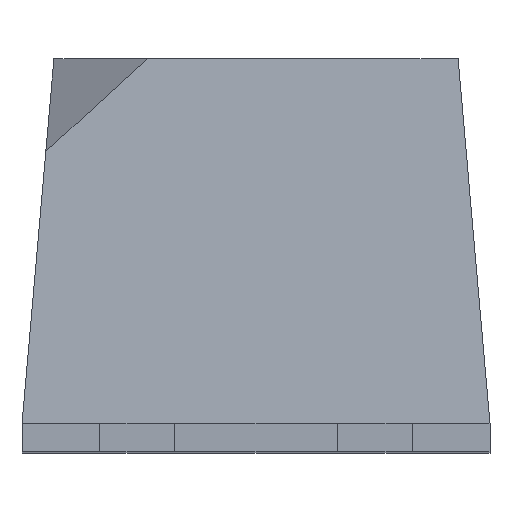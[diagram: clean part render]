
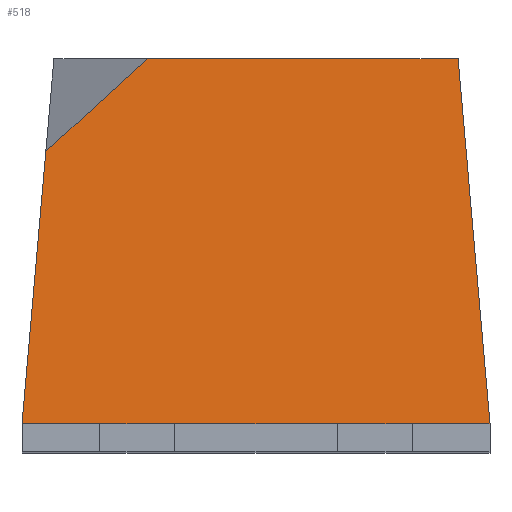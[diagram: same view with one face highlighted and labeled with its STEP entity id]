
A CAD part, top view. The second image highlights one B-rep face of the part: STEP entity #518.
In plain terms, the highlighted planar face has unit normal (0, 0.087, 0.996).
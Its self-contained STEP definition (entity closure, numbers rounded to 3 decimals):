
#92 = VERTEX_POINT('',#93);
#93 = CARTESIAN_POINT('',(-0.579,2.1,2.129));
#101 = EDGE_CURVE('',#102,#92,#104,.T.);
#102 = VERTEX_POINT('',#103);
#103 = CARTESIAN_POINT('',(1.079,2.1,2.129));
#104 = LINE('',#105,#106);
#105 = CARTESIAN_POINT('',(-1.25,2.1,2.129));
#106 = VECTOR('',#107,1.);
#107 = DIRECTION('',(-1.,0.,0.));
#500 = VERTEX_POINT('',#501);
#501 = CARTESIAN_POINT('',(-1.123,1.604,2.173
    ));
#507 = EDGE_CURVE('',#500,#92,#508,.T.);
#508 = LINE('',#509,#510);
#509 = CARTESIAN_POINT('',(-1.919,0.877,2.236
    ));
#510 = VECTOR('',#511,1.);
#511 = DIRECTION('',(0.737,0.673,-0.059));
#518 = ADVANCED_FACE('',(#519),#577,.T.);
#519 = FACE_BOUND('',#520,.T.);
#520 = EDGE_LOOP('',(#521,#522,#530,#538,#546,#554,#562,#570,#576));
#521 = ORIENTED_EDGE('',*,*,#507,.F.);
#522 = ORIENTED_EDGE('',*,*,#523,.T.);
#523 = EDGE_CURVE('',#500,#524,#526,.T.);
#524 = VERTEX_POINT('',#525);
#525 = CARTESIAN_POINT('',(-1.25,0.15,2.3));
#526 = LINE('',#527,#528);
#527 = CARTESIAN_POINT('',(-1.25,0.15,2.3));
#528 = VECTOR('',#529,1.);
#529 = DIRECTION('',(-0.087,-0.992,
    0.087));
#530 = ORIENTED_EDGE('',*,*,#531,.T.);
#531 = EDGE_CURVE('',#524,#532,#534,.T.);
#532 = VERTEX_POINT('',#533);
#533 = CARTESIAN_POINT('',(-0.835,0.15,2.3));
#534 = LINE('',#535,#536);
#535 = CARTESIAN_POINT('',(-1.25,0.15,2.3));
#536 = VECTOR('',#537,1.);
#537 = DIRECTION('',(1.,0.,0.));
#538 = ORIENTED_EDGE('',*,*,#539,.T.);
#539 = EDGE_CURVE('',#532,#540,#542,.T.);
#540 = VERTEX_POINT('',#541);
#541 = CARTESIAN_POINT('',(-0.435,0.15,2.3));
#542 = LINE('',#543,#544);
#543 = CARTESIAN_POINT('',(-1.25,0.15,2.3));
#544 = VECTOR('',#545,1.);
#545 = DIRECTION('',(1.,0.,0.));
#546 = ORIENTED_EDGE('',*,*,#547,.T.);
#547 = EDGE_CURVE('',#540,#548,#550,.T.);
#548 = VERTEX_POINT('',#549);
#549 = CARTESIAN_POINT('',(0.435,0.15,2.3));
#550 = LINE('',#551,#552);
#551 = CARTESIAN_POINT('',(-0.435,0.15,2.3));
#552 = VECTOR('',#553,1.);
#553 = DIRECTION('',(1.,0.,0.));
#554 = ORIENTED_EDGE('',*,*,#555,.T.);
#555 = EDGE_CURVE('',#548,#556,#558,.T.);
#556 = VERTEX_POINT('',#557);
#557 = CARTESIAN_POINT('',(0.835,0.15,2.3));
#558 = LINE('',#559,#560);
#559 = CARTESIAN_POINT('',(-1.25,0.15,2.3));
#560 = VECTOR('',#561,1.);
#561 = DIRECTION('',(1.,0.,0.));
#562 = ORIENTED_EDGE('',*,*,#563,.T.);
#563 = EDGE_CURVE('',#556,#564,#566,.T.);
#564 = VERTEX_POINT('',#565);
#565 = CARTESIAN_POINT('',(1.25,0.15,2.3));
#566 = LINE('',#567,#568);
#567 = CARTESIAN_POINT('',(0.835,0.15,2.3));
#568 = VECTOR('',#569,1.);
#569 = DIRECTION('',(1.,0.,0.));
#570 = ORIENTED_EDGE('',*,*,#571,.F.);
#571 = EDGE_CURVE('',#102,#564,#572,.T.);
#572 = LINE('',#573,#574);
#573 = CARTESIAN_POINT('',(1.215,0.546,2.265));
#574 = VECTOR('',#575,1.);
#575 = DIRECTION('',(0.087,-0.992,
    0.087));
#576 = ORIENTED_EDGE('',*,*,#101,.T.);
#577 = PLANE('',#578);
#578 = AXIS2_PLACEMENT_3D('',#579,#580,#581);
#579 = CARTESIAN_POINT('',(-1.25,0.15,2.3));
#580 = DIRECTION('',(0.,0.087,0.996));
#581 = DIRECTION('',(0.,-0.996,0.087));
